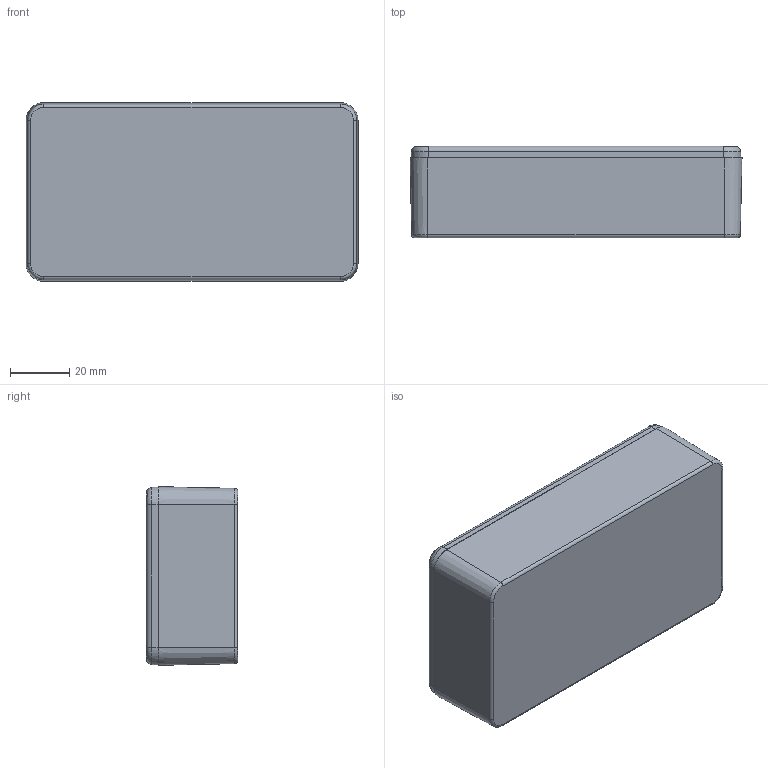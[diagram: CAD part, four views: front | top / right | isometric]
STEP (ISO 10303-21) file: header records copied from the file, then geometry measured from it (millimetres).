
FILE_DESCRIPTION(/* description */ (''),/* implementation_level */ '2;1');
FILE_NAME(/* name */ '1590B.iam.stp',/* time_stamp */ '2014-07-28T13:46:15-04:00',/* author */ ('rboehler'),/* organization */ (''),/* preprocessor_version */ 'ST-DEVELOPER v15.2',/* originating_system */ 'Autodesk Inventor 2014',/* authorisation */ '');
FILE_SCHEMA (('AUTOMOTIVE_DESIGN { 1 0 10303 214 3 1 1 }'));
Products named in the file (4): 1590B BOX; 1590B-BS LID; #11117; 1590B
Bounding box: 112.4 x 31 x 60.5 mm (x, y, z)
Volume: 50075.5 mm3; surface area: 47435.4 mm2
Topology: 6 solids, 6 shells, 423 faces, 1103 edges, 710 vertices
Faces by surface type: plane 229, bspline 66, cylinder 56, cone 48, torus 16, sphere 8
Full cylindrical faces by diameter (mm): 2.642 x4, 3.378 x4, 3.5 x4, 4 x4
Entity records: 11113 total; most frequent: CARTESIAN_POINT 3089, ORIENTED_EDGE 1724, DIRECTION 1441, EDGE_CURVE 862, VERTEX_POINT 565, LINE 531, VECTOR 531, AXIS2_PLACEMENT_3D 455
